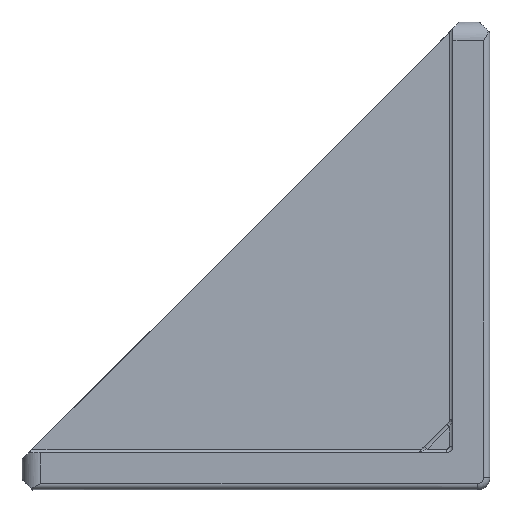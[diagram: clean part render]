
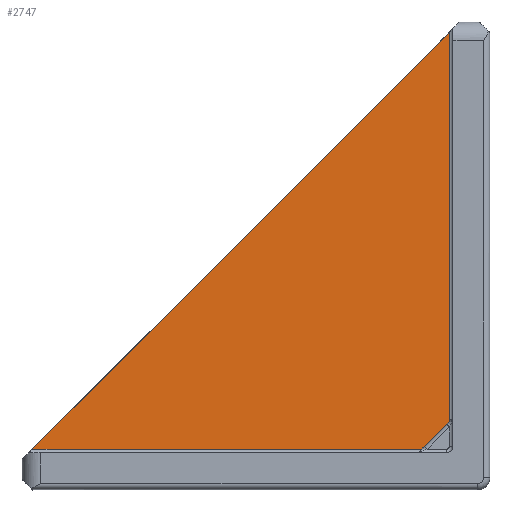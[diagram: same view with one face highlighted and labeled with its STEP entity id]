
A CAD part, top view. The second image highlights one B-rep face of the part: STEP entity #2747.
In plain terms, the highlighted planar face has unit normal (-0.012, 0.012, 1).
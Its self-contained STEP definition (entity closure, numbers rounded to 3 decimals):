
#127 = DIRECTION ( 'NONE',  ( 0.707, 0.707, 0. ) ) ;
#260 = LINE ( 'NONE', #1683, #2257 ) ;
#342 = LINE ( 'NONE', #2509, #2218 ) ;
#375 = CARTESIAN_POINT ( 'NONE',  ( -38., 2.5, -6. ) ) ;
#492 = CARTESIAN_POINT ( 'NONE',  ( -3.379, 3.296, -5.583 ) ) ;
#625 = ORIENTED_EDGE ( 'NONE', *, *, #4527, .T. ) ;
#775 = ORIENTED_EDGE ( 'NONE', *, *, #2002, .F. ) ;
#990 = VERTEX_POINT ( 'NONE', #1848 ) ;
#1155 = LINE ( 'NONE', #2364, #2195 ) ;
#1206 = DIRECTION ( 'NONE',  ( 1., 0., 0.012 ) ) ;
#1231 = VERTEX_POINT ( 'NONE', #4665 ) ;
#1536 = VERTEX_POINT ( 'NONE', #3693 ) ;
#1683 = CARTESIAN_POINT ( 'NONE',  ( -3.296, 37.5, -6.004 ) ) ;
#1848 = CARTESIAN_POINT ( 'NONE',  ( -3.496, 3.296, -5.584 ) ) ;
#2002 = EDGE_CURVE ( 'NONE', #3764, #1231, #342, .T. ) ;
#2021 = EDGE_LOOP ( 'NONE', ( #3405, #625, #775, #3879 ) ) ;
#2088 = DIRECTION ( 'NONE',  ( 0., 1., -0.012 ) ) ;
#2107 = CARTESIAN_POINT ( 'NONE',  ( -3.296, 3.379, -5.583 ) ) ;
#2188 = FACE_OUTER_BOUND ( 'NONE', #2021, .T. ) ;
#2195 = VECTOR ( 'NONE', #2348, 1000. ) ;
#2218 = VECTOR ( 'NONE', #127, 1000. ) ;
#2257 = VECTOR ( 'NONE', #2088, 1000. ) ;
#2348 = DIRECTION ( 'NONE',  ( 1., 0., 0.012 ) ) ;
#2364 = CARTESIAN_POINT ( 'NONE',  ( -3.5, 3.296, -5.584 ) ) ;
#2509 = CARTESIAN_POINT ( 'NONE',  ( -38., 2.5, -6. ) ) ;
#2747 = ADVANCED_FACE ( 'NONE', ( #2188 ), #3166, .T. ) ;
#3166 = PLANE ( 'NONE',  #4614 ) ;
#3195 =( BOUNDED_CURVE ( )  B_SPLINE_CURVE ( 3, ( #3683, #492, #2107, #4877 ),
 .UNSPECIFIED., .F., .F. ) 
 B_SPLINE_CURVE_WITH_KNOTS ( ( 4, 4 ),
 ( 2.356, 3.927 ),
 .UNSPECIFIED. ) 
 CURVE ( )  GEOMETRIC_REPRESENTATION_ITEM ( )  RATIONAL_B_SPLINE_CURVE ( ( 1., 0.805, 0.805, 1. ) ) 
 REPRESENTATION_ITEM ( '' )  );
#3405 = ORIENTED_EDGE ( 'NONE', *, *, #4559, .T. ) ;
#3571 = DIRECTION ( 'NONE',  ( -0.012, 0.012, 1. ) ) ;
#3611 = CARTESIAN_POINT ( 'NONE',  ( -37.204, 3.296, -6. ) ) ;
#3683 = CARTESIAN_POINT ( 'NONE',  ( -3.496, 3.296, -5.584 ) ) ;
#3693 = CARTESIAN_POINT ( 'NONE',  ( -3.296, 3.496, -5.584 ) ) ;
#3764 = VERTEX_POINT ( 'NONE', #3611 ) ;
#3879 = ORIENTED_EDGE ( 'NONE', *, *, #4781, .T. ) ;
#4527 = EDGE_CURVE ( 'NONE', #1536, #1231, #260, .T. ) ;
#4559 = EDGE_CURVE ( 'NONE', #990, #1536, #3195, .T. ) ;
#4614 = AXIS2_PLACEMENT_3D ( 'NONE', #375, #3571, #1206 ) ;
#4665 = CARTESIAN_POINT ( 'NONE',  ( -3.296, 37.204, -6. ) ) ;
#4781 = EDGE_CURVE ( 'NONE', #3764, #990, #1155, .T. ) ;
#4877 = CARTESIAN_POINT ( 'NONE',  ( -3.296, 3.496, -5.584 ) ) ;
